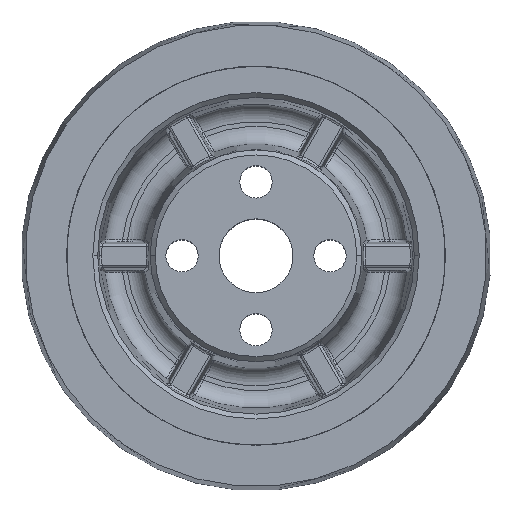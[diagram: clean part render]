
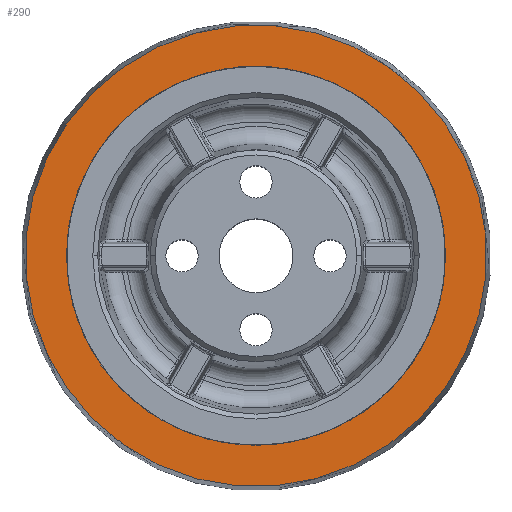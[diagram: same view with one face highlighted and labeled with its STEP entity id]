
A CAD part, top view. The second image highlights one B-rep face of the part: STEP entity #290.
In plain terms, the highlighted face is planar.
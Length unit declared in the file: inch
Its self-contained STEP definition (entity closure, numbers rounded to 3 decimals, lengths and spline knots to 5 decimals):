
#118 = ORIENTED_EDGE ( 'NONE', *, *, #4655, .T. ) ;
#217 = EDGE_CURVE ( 'NONE', #4509, #563, #3149, .T. ) ;
#290 = ADVANCED_FACE ( 'NONE', ( #5494, #4609 ), #535, .F. ) ;
#535 = PLANE ( 'NONE',  #4355 ) ;
#563 = VERTEX_POINT ( 'NONE', #2249 ) ;
#1030 = CARTESIAN_POINT ( 'NONE',  ( -0.5, 0., 0. ) ) ;
#1059 = DIRECTION ( 'NONE',  ( -1., 0., 0. ) ) ;
#1077 = ORIENTED_EDGE ( 'NONE', *, *, #3637, .F. ) ;
#1211 = DIRECTION ( 'NONE',  ( 0., 0., 1. ) ) ;
#1458 = ORIENTED_EDGE ( 'NONE', *, *, #4116, .F. ) ;
#1605 = CIRCLE ( 'NONE', #7693, 0.98254 ) ;
#1719 = CIRCLE ( 'NONE', #2730, 0.80754 ) ;
#1803 = ORIENTED_EDGE ( 'NONE', *, *, #217, .T. ) ;
#1879 = EDGE_LOOP ( 'NONE', ( #1803, #118 ) ) ;
#2249 = CARTESIAN_POINT ( 'NONE',  ( -0.5, 0., 0.98254 ) ) ;
#2455 = DIRECTION ( 'NONE',  ( 1., 0., 0. ) ) ;
#2534 = DIRECTION ( 'NONE',  ( -1., 0., 0. ) ) ;
#2730 = AXIS2_PLACEMENT_3D ( 'NONE', #3864, #7422, #3287 ) ;
#2789 = DIRECTION ( 'NONE',  ( -1., 0., 0. ) ) ;
#2869 = EDGE_LOOP ( 'NONE', ( #1077, #1458 ) ) ;
#2946 = AXIS2_PLACEMENT_3D ( 'NONE', #1030, #1059, #1211 ) ;
#3149 = CIRCLE ( 'NONE', #2946, 0.98254 ) ;
#3287 = DIRECTION ( 'NONE',  ( 0., 0., 1. ) ) ;
#3442 = CARTESIAN_POINT ( 'NONE',  ( -0.5, 0., 0. ) ) ;
#3482 = CARTESIAN_POINT ( 'NONE',  ( -0.5, 0.98254, 0. ) ) ;
#3533 = DIRECTION ( 'NONE',  ( 0., 0., -1. ) ) ;
#3637 = EDGE_CURVE ( 'NONE', #7236, #4818, #1719, .T. ) ;
#3750 = CARTESIAN_POINT ( 'NONE',  ( -0.5, 0., 0. ) ) ;
#3864 = CARTESIAN_POINT ( 'NONE',  ( -0.5, 0., 0. ) ) ;
#3936 = DIRECTION ( 'NONE',  ( 0., 0., 1. ) ) ;
#3976 = CARTESIAN_POINT ( 'NONE',  ( -0.5, 0., -0.80754 ) ) ;
#4116 = EDGE_CURVE ( 'NONE', #4818, #7236, #6072, .T. ) ;
#4355 = AXIS2_PLACEMENT_3D ( 'NONE', #3482, #2455, #3533 ) ;
#4487 = CARTESIAN_POINT ( 'NONE',  ( -0.5, 0., -0.98254 ) ) ;
#4509 = VERTEX_POINT ( 'NONE', #4487 ) ;
#4609 = FACE_OUTER_BOUND ( 'NONE', #1879, .T. ) ;
#4655 = EDGE_CURVE ( 'NONE', #563, #4509, #1605, .T. ) ;
#4818 = VERTEX_POINT ( 'NONE', #6030 ) ;
#5494 = FACE_BOUND ( 'NONE', #2869, .T. ) ;
#6030 = CARTESIAN_POINT ( 'NONE',  ( -0.5, 0., 0.80754 ) ) ;
#6072 = CIRCLE ( 'NONE', #6362, 0.80754 ) ;
#6362 = AXIS2_PLACEMENT_3D ( 'NONE', #3442, #2534, #3936 ) ;
#7236 = VERTEX_POINT ( 'NONE', #3976 ) ;
#7297 = DIRECTION ( 'NONE',  ( 0., 0., 1. ) ) ;
#7422 = DIRECTION ( 'NONE',  ( -1., 0., 0. ) ) ;
#7693 = AXIS2_PLACEMENT_3D ( 'NONE', #3750, #2789, #7297 ) ;
